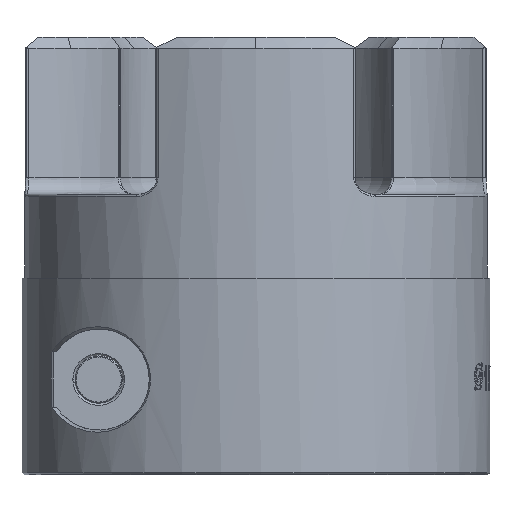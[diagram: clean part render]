
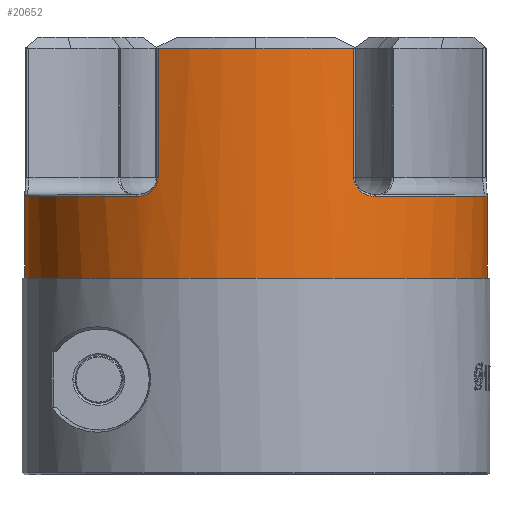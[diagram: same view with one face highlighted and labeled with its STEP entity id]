
A CAD part, front view. The second image highlights one B-rep face of the part: STEP entity #20652.
In plain terms, the highlighted cylindrical face has radius 20.6 mm (diameter 41.2 mm), a partial arc.
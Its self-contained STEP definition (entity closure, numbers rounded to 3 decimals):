
#8164=CARTESIAN_POINT('',(-20.586,-0.75,18.7));
#8165=VERTEX_POINT('',#8164);
#8172=CARTESIAN_POINT('',(-20.6,0.,18.7));
#8173=VERTEX_POINT('',#8172);
#8174=CARTESIAN_POINT('',(0.,0.,18.7));
#8175=DIRECTION('',(-0.,0.,-1.));
#8176=DIRECTION('',(1.,0.,0.));
#8177=AXIS2_PLACEMENT_3D('',#8174,#8175,#8176);
#8178=CIRCLE('',#8177,20.6);
#8179=EDGE_CURVE('',#8165,#8173,#8178,.T.);
#8960=CARTESIAN_POINT('',(-20.586,-0.75,17.5));
#8961=VERTEX_POINT('',#8960);
#8968=CARTESIAN_POINT('',(-20.586,-0.75,-12306.));
#8969=DIRECTION('',(0.,-0.,1.));
#8970=VECTOR('',#8969,24690.);
#8971=LINE('',#8968,#8970);
#8972=EDGE_CURVE('',#8961,#8165,#8971,.T.);
#9010=CARTESIAN_POINT('',(20.586,-0.75,17.5));
#9011=VERTEX_POINT('',#9010);
#9018=CARTESIAN_POINT('',(0.,0.,17.5));
#9019=DIRECTION('',(-0.,-0.,-1.));
#9020=DIRECTION('',(1.,0.,-0.));
#9021=AXIS2_PLACEMENT_3D('',#9018,#9019,#9020);
#9022=CIRCLE('',#9021,20.6);
#9023=EDGE_CURVE('',#9011,#8961,#9022,.T.);
#16320=CARTESIAN_POINT('',(-8.714,-18.666,26.5));
#16321=VERTEX_POINT('',#16320);
#16346=CARTESIAN_POINT('',(-10.617,-17.653,24.8));
#16347=VERTEX_POINT('',#16346);
#16358=CARTESIAN_POINT('',(-10.617,-17.653,24.8));
#16359=CARTESIAN_POINT('',(-10.239,-17.881,24.8));
#16360=CARTESIAN_POINT('',(-9.849,-18.097,24.905));
#16361=CARTESIAN_POINT('',(-9.509,-18.274,25.125));
#16362=CARTESIAN_POINT('',(-9.257,-18.405,25.288));
#16363=CARTESIAN_POINT('',(-9.033,-18.515,25.517));
#16364=CARTESIAN_POINT('',(-8.886,-18.585,25.801));
#16365=CARTESIAN_POINT('',(-8.777,-18.637,26.013));
#16366=CARTESIAN_POINT('',(-8.714,-18.666,26.256));
#16367=CARTESIAN_POINT('',(-8.714,-18.666,26.5));
#16368=B_SPLINE_CURVE_WITH_KNOTS('',3,(#16358,#16359,#16360,#16361,#16362,#16363,#16364,#16365,#16366,#16367),.UNSPECIFIED.,.F.,.F.,(4,3,3,4),(0.,0.436,0.759,1.),.UNSPECIFIED.);
#16369=EDGE_CURVE('',#16347,#16321,#16368,.T.);
#16379=CARTESIAN_POINT('',(-20.597,-0.368,24.8));
#16380=VERTEX_POINT('',#16379);
#16391=CARTESIAN_POINT('',(0.,0.,24.8));
#16392=DIRECTION('',(-0.,-0.,1.));
#16393=DIRECTION('',(1.,0.,0.));
#16394=AXIS2_PLACEMENT_3D('',#16391,#16392,#16393);
#16395=CIRCLE('',#16394,20.6);
#16396=EDGE_CURVE('',#16380,#16347,#16395,.T.);
#17103=CARTESIAN_POINT('',(-20.6,0.,24.825));
#17104=VERTEX_POINT('',#17103);
#17121=CARTESIAN_POINT('',(-20.522,1.786,26.5));
#17122=CARTESIAN_POINT('',(-20.522,1.786,26.32));
#17123=CARTESIAN_POINT('',(-20.526,1.748,26.14));
#17124=CARTESIAN_POINT('',(-20.531,1.679,25.974));
#17125=CARTESIAN_POINT('',(-20.54,1.574,25.716));
#17126=CARTESIAN_POINT('',(-20.554,1.396,25.491));
#17127=CARTESIAN_POINT('',(-20.566,1.18,25.315));
#17128=CARTESIAN_POINT('',(-20.57,1.12,25.266));
#17129=CARTESIAN_POINT('',(-20.573,1.056,25.221));
#17130=CARTESIAN_POINT('',(-20.576,0.991,25.179));
#17131=CARTESIAN_POINT('',(-20.595,0.59,24.922));
#17132=CARTESIAN_POINT('',(-20.605,0.108,24.8));
#17133=CARTESIAN_POINT('',(-20.597,-0.368,24.8));
#17134=B_SPLINE_CURVE_WITH_KNOTS('',3,(#17121,#17122,#17123,#17124,#17125,#17126,#17127,#17128,#17129,#17130,#17131,#17132,#17133),.UNSPECIFIED.,.F.,.F.,(4,3,3,3,4),(0.,0.178,0.453,0.53,1.),.UNSPECIFIED.);
#17135=EDGE_CURVE('',#17104,#16380,#17134,.T.);
#17206=CARTESIAN_POINT('',(-20.6,-0.,18.7));
#17207=DIRECTION('',(-0.,-0.,1.));
#17208=VECTOR('',#17207,6.125);
#17209=LINE('',#17206,#17208);
#17210=EDGE_CURVE('',#8173,#17104,#17209,.T.);
#17272=CARTESIAN_POINT('',(20.6,0.,24.825));
#17273=VERTEX_POINT('',#17272);
#17287=CARTESIAN_POINT('',(20.6,-0.,18.7));
#17288=VERTEX_POINT('',#17287);
#17289=CARTESIAN_POINT('',(20.6,-0.,18.7));
#17290=DIRECTION('',(0.,0.,1.));
#17291=VECTOR('',#17290,6.125);
#17292=LINE('',#17289,#17291);
#17293=EDGE_CURVE('',#17288,#17273,#17292,.T.);
#18208=CARTESIAN_POINT('',(20.597,-0.368,24.8));
#18209=VERTEX_POINT('',#18208);
#18220=CARTESIAN_POINT('',(20.597,-0.368,24.8));
#18221=CARTESIAN_POINT('',(20.599,-0.245,24.8));
#18222=CARTESIAN_POINT('',(20.6,-0.122,24.808));
#18223=CARTESIAN_POINT('',(20.6,0.,24.825));
#18224=B_SPLINE_CURVE_WITH_KNOTS('',3,(#18220,#18221,#18222,#18223),.UNSPECIFIED.,.F.,.F.,(4,4),(0.879,1.),.UNSPECIFIED.);
#18225=EDGE_CURVE('',#18209,#17273,#18224,.T.);
#18236=CARTESIAN_POINT('',(10.617,-17.653,24.8));
#18237=VERTEX_POINT('',#18236);
#18248=CARTESIAN_POINT('',(0.,0.,24.8));
#18249=DIRECTION('',(-0.,-0.,1.));
#18250=DIRECTION('',(1.,0.,0.));
#18251=AXIS2_PLACEMENT_3D('',#18248,#18249,#18250);
#18252=CIRCLE('',#18251,20.6);
#18253=EDGE_CURVE('',#18237,#18209,#18252,.T.);
#18968=CARTESIAN_POINT('',(8.714,-18.666,26.5));
#18969=VERTEX_POINT('',#18968);
#18980=CARTESIAN_POINT('',(8.714,-18.666,26.5));
#18981=CARTESIAN_POINT('',(8.714,-18.666,26.319));
#18982=CARTESIAN_POINT('',(8.75,-18.649,26.139));
#18983=CARTESIAN_POINT('',(8.812,-18.62,25.971));
#18984=CARTESIAN_POINT('',(8.908,-18.575,25.714));
#18985=CARTESIAN_POINT('',(9.07,-18.497,25.489));
#18986=CARTESIAN_POINT('',(9.263,-18.4,25.314));
#18987=CARTESIAN_POINT('',(9.316,-18.373,25.266));
#18988=CARTESIAN_POINT('',(9.371,-18.345,25.222));
#18989=CARTESIAN_POINT('',(9.428,-18.316,25.18));
#18990=CARTESIAN_POINT('',(9.785,-18.132,24.923));
#18991=CARTESIAN_POINT('',(10.208,-17.899,24.8));
#18992=CARTESIAN_POINT('',(10.617,-17.653,24.8));
#18993=B_SPLINE_CURVE_WITH_KNOTS('',3,(#18980,#18981,#18982,#18983,#18984,#18985,#18986,#18987,#18988,#18989,#18990,#18991,#18992),.UNSPECIFIED.,.F.,.F.,(4,3,3,3,4),(0.,0.179,0.454,0.529,1.),.UNSPECIFIED.);
#18994=EDGE_CURVE('',#18969,#18237,#18993,.T.);
#19147=CARTESIAN_POINT('',(-0.,-20.6,38.));
#19148=VERTEX_POINT('',#19147);
#19180=CARTESIAN_POINT('',(-8.714,-18.666,38.));
#19181=VERTEX_POINT('',#19180);
#19201=CARTESIAN_POINT('',(0.,0.,38.));
#19202=DIRECTION('',(0.,-0.,1.));
#19203=DIRECTION('',(1.,0.,0.));
#19204=AXIS2_PLACEMENT_3D('',#19201,#19202,#19203);
#19205=CIRCLE('',#19204,20.6);
#19206=EDGE_CURVE('',#19181,#19148,#19205,.T.);
#19899=CARTESIAN_POINT('',(20.586,-0.75,18.7));
#19900=VERTEX_POINT('',#19899);
#19907=CARTESIAN_POINT('',(20.586,-0.75,12384.));
#19908=DIRECTION('',(-0.,0.,-1.));
#19909=VECTOR('',#19908,24690.);
#19910=LINE('',#19907,#19909);
#19911=EDGE_CURVE('',#19900,#9011,#19910,.T.);
#19924=CARTESIAN_POINT('',(0.,0.,18.7));
#19925=DIRECTION('',(0.,0.,-1.));
#19926=DIRECTION('',(1.,0.,0.));
#19927=AXIS2_PLACEMENT_3D('',#19924,#19925,#19926);
#19928=CIRCLE('',#19927,20.6);
#19929=EDGE_CURVE('',#17288,#19900,#19928,.T.);
#20253=CARTESIAN_POINT('',(-8.714,-18.666,-12306.));
#20254=DIRECTION('',(-0.,-0.,1.));
#20255=VECTOR('',#20254,24690.);
#20256=LINE('',#20253,#20255);
#20257=EDGE_CURVE('',#16321,#19181,#20256,.T.);
#20293=CARTESIAN_POINT('',(8.714,-18.666,38.));
#20294=VERTEX_POINT('',#20293);
#20314=CARTESIAN_POINT('',(8.714,-18.666,12384.));
#20315=DIRECTION('',(0.,0.,-1.));
#20316=VECTOR('',#20315,24690.);
#20317=LINE('',#20314,#20316);
#20318=EDGE_CURVE('',#20294,#18969,#20317,.T.);
#20344=CARTESIAN_POINT('',(0.,0.,38.));
#20345=DIRECTION('',(0.,-0.,1.));
#20346=DIRECTION('',(1.,0.,0.));
#20347=AXIS2_PLACEMENT_3D('',#20344,#20345,#20346);
#20348=CIRCLE('',#20347,20.6);
#20349=EDGE_CURVE('',#19148,#20294,#20348,.T.);
#20628=CARTESIAN_POINT('',(0.,0.,39.));
#20629=DIRECTION('',(0.,0.,-1.));
#20630=DIRECTION('',(1.,0.,0.));
#20631=AXIS2_PLACEMENT_3D('',#20628,#20629,#20630);
#20632=CYLINDRICAL_SURFACE('',#20631,20.6);
#20633=ORIENTED_EDGE('',*,*,#17210,.F.);
#20634=ORIENTED_EDGE('',*,*,#8179,.F.);
#20635=ORIENTED_EDGE('',*,*,#8972,.F.);
#20636=ORIENTED_EDGE('',*,*,#9023,.F.);
#20637=ORIENTED_EDGE('',*,*,#19911,.F.);
#20638=ORIENTED_EDGE('',*,*,#19929,.F.);
#20639=ORIENTED_EDGE('',*,*,#17293,.T.);
#20640=ORIENTED_EDGE('',*,*,#18225,.F.);
#20641=ORIENTED_EDGE('',*,*,#18253,.F.);
#20642=ORIENTED_EDGE('',*,*,#18994,.F.);
#20643=ORIENTED_EDGE('',*,*,#20318,.F.);
#20644=ORIENTED_EDGE('',*,*,#20349,.F.);
#20645=ORIENTED_EDGE('',*,*,#19206,.F.);
#20646=ORIENTED_EDGE('',*,*,#20257,.F.);
#20647=ORIENTED_EDGE('',*,*,#16369,.F.);
#20648=ORIENTED_EDGE('',*,*,#16396,.F.);
#20649=ORIENTED_EDGE('',*,*,#17135,.F.);
#20650=EDGE_LOOP('',(#20633,#20634,#20635,#20636,#20637,#20638,#20639,#20640,#20641,#20642,#20643,#20644,#20645,#20646,#20647,#20648,#20649));
#20651=FACE_BOUND('',#20650,.T.);
#20652=ADVANCED_FACE('',(#20651),#20632,.T.);
